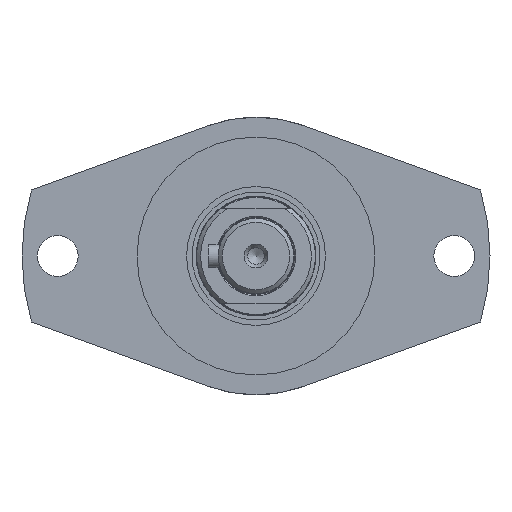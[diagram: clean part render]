
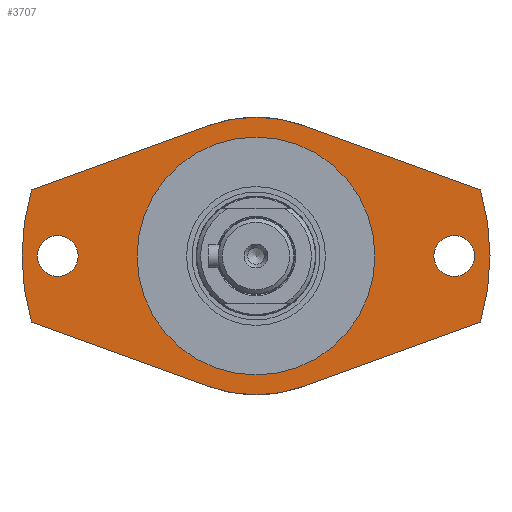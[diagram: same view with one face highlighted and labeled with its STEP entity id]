
A CAD part, left-side view. The second image highlights one B-rep face of the part: STEP entity #3707.
In plain terms, the highlighted planar face has unit normal (-1, 0, 0).
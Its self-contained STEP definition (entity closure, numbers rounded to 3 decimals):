
#117=FACE_BOUND('',#512,.T.);
#118=FACE_BOUND('',#513,.T.);
#119=FACE_BOUND('',#514,.T.);
#156=PLANE('',#4032);
#299=FACE_OUTER_BOUND('',#511,.T.);
#511=EDGE_LOOP('',(#2604,#2605,#2606,#2607,#2608,#2609,#2610,#2611));
#512=EDGE_LOOP('',(#2612));
#513=EDGE_LOOP('',(#2613));
#514=EDGE_LOOP('',(#2614,#2615));
#726=LINE('',#5722,#1016);
#727=LINE('',#5725,#1017);
#728=LINE('',#5727,#1018);
#729=LINE('',#5730,#1019);
#1016=VECTOR('',#4625,10.);
#1017=VECTOR('',#4628,10.);
#1018=VECTOR('',#4629,10.);
#1019=VECTOR('',#4632,10.);
#1349=CIRCLE('',#4022,59.);
#1350=CIRCLE('',#4024,30.);
#1351=CIRCLE('',#4025,30.);
#1355=CIRCLE('',#4031,59.);
#1356=CIRCLE('',#4033,35.);
#1357=CIRCLE('',#4034,35.);
#1358=CIRCLE('',#4035,5.15);
#1359=CIRCLE('',#4036,5.15);
#1557=VERTEX_POINT('',#5695);
#1558=VERTEX_POINT('',#5697);
#1559=VERTEX_POINT('',#5701);
#1560=VERTEX_POINT('',#5702);
#1563=VERTEX_POINT('',#5712);
#1566=VERTEX_POINT('',#5717);
#1567=VERTEX_POINT('',#5721);
#1568=VERTEX_POINT('',#5723);
#1569=VERTEX_POINT('',#5726);
#1570=VERTEX_POINT('',#5728);
#1571=VERTEX_POINT('',#5731);
#1572=VERTEX_POINT('',#5733);
#1955=EDGE_CURVE('',#1557,#1558,#1349,.T.);
#1957=EDGE_CURVE('',#1559,#1560,#1350,.T.);
#1958=EDGE_CURVE('',#1560,#1559,#1351,.T.);
#1965=EDGE_CURVE('',#1566,#1563,#1355,.T.);
#1966=EDGE_CURVE('',#1557,#1567,#726,.T.);
#1967=EDGE_CURVE('',#1567,#1568,#1356,.T.);
#1968=EDGE_CURVE('',#1568,#1563,#727,.T.);
#1969=EDGE_CURVE('',#1566,#1569,#728,.T.);
#1970=EDGE_CURVE('',#1569,#1570,#1357,.T.);
#1971=EDGE_CURVE('',#1570,#1558,#729,.T.);
#1972=EDGE_CURVE('',#1571,#1571,#1358,.T.);
#1973=EDGE_CURVE('',#1572,#1572,#1359,.T.);
#2604=ORIENTED_EDGE('',*,*,#1966,.T.);
#2605=ORIENTED_EDGE('',*,*,#1967,.T.);
#2606=ORIENTED_EDGE('',*,*,#1968,.T.);
#2607=ORIENTED_EDGE('',*,*,#1965,.F.);
#2608=ORIENTED_EDGE('',*,*,#1969,.T.);
#2609=ORIENTED_EDGE('',*,*,#1970,.T.);
#2610=ORIENTED_EDGE('',*,*,#1971,.T.);
#2611=ORIENTED_EDGE('',*,*,#1955,.F.);
#2612=ORIENTED_EDGE('',*,*,#1972,.T.);
#2613=ORIENTED_EDGE('',*,*,#1973,.T.);
#2614=ORIENTED_EDGE('',*,*,#1957,.T.);
#2615=ORIENTED_EDGE('',*,*,#1958,.T.);
#3707=ADVANCED_FACE('',(#299,#117,#118,#119),#156,.T.);
#4022=AXIS2_PLACEMENT_3D('',#5698,#4599,#4600);
#4024=AXIS2_PLACEMENT_3D('',#5703,#4604,#4605);
#4025=AXIS2_PLACEMENT_3D('',#5704,#4606,#4607);
#4031=AXIS2_PLACEMENT_3D('',#5719,#4621,#4622);
#4032=AXIS2_PLACEMENT_3D('',#5720,#4623,#4624);
#4033=AXIS2_PLACEMENT_3D('',#5724,#4626,#4627);
#4034=AXIS2_PLACEMENT_3D('',#5729,#4630,#4631);
#4035=AXIS2_PLACEMENT_3D('',#5732,#4633,#4634);
#4036=AXIS2_PLACEMENT_3D('',#5734,#4635,#4636);
#4599=DIRECTION('center_axis',(1.,0.,0.));
#4600=DIRECTION('ref_axis',(0.,-1.,0.));
#4604=DIRECTION('center_axis',(1.,0.,0.));
#4605=DIRECTION('ref_axis',(0.,-1.,0.));
#4606=DIRECTION('center_axis',(1.,0.,0.));
#4607=DIRECTION('ref_axis',(0.,-1.,0.));
#4621=DIRECTION('center_axis',(1.,0.,0.));
#4622=DIRECTION('ref_axis',(0.,-1.,0.));
#4623=DIRECTION('center_axis',(-1.,0.,0.));
#4624=DIRECTION('ref_axis',(0.,0.,-1.));
#4625=DIRECTION('',(0.,0.94,0.342));
#4626=DIRECTION('center_axis',(-1.,0.,0.));
#4627=DIRECTION('ref_axis',(0.,0.342,-0.94));
#4628=DIRECTION('',(0.,0.94,-0.342));
#4629=DIRECTION('',(0.,-0.94,-0.342));
#4630=DIRECTION('center_axis',(-1.,0.,0.));
#4631=DIRECTION('ref_axis',(0.,-0.342,0.94));
#4632=DIRECTION('',(0.,-0.94,0.342));
#4633=DIRECTION('center_axis',(1.,0.,0.));
#4634=DIRECTION('ref_axis',(0.,0.,1.));
#4635=DIRECTION('center_axis',(1.,0.,0.));
#4636=DIRECTION('ref_axis',(0.,0.,1.));
#5695=CARTESIAN_POINT('',(-155.,-56.604,16.644));
#5697=CARTESIAN_POINT('',(-155.,-56.604,-16.644));
#5698=CARTESIAN_POINT('Origin',(-155.,0.,0.));
#5701=CARTESIAN_POINT('',(-155.,-30.,0.));
#5702=CARTESIAN_POINT('',(-155.,30.,0.));
#5703=CARTESIAN_POINT('Origin',(-155.,0.,0.));
#5704=CARTESIAN_POINT('Origin',(-155.,0.,0.));
#5712=CARTESIAN_POINT('',(-155.,56.604,16.644));
#5717=CARTESIAN_POINT('',(-155.,56.604,-16.644));
#5719=CARTESIAN_POINT('Origin',(-155.,0.,0.));
#5720=CARTESIAN_POINT('Origin',(-155.,-44.5,0.));
#5721=CARTESIAN_POINT('',(-155.,-11.971,32.889));
#5722=CARTESIAN_POINT('',(-155.,-76.799,9.294));
#5723=CARTESIAN_POINT('',(-155.,11.971,32.889));
#5724=CARTESIAN_POINT('Origin',(-155.,0.,0.));
#5725=CARTESIAN_POINT('',(-155.,-7.677,40.04));
#5726=CARTESIAN_POINT('',(-155.,11.971,-32.889));
#5727=CARTESIAN_POINT('',(-155.,37.505,-23.596));
#5728=CARTESIAN_POINT('',(-155.,-11.971,-32.889));
#5729=CARTESIAN_POINT('Origin',(-155.,0.,0.));
#5730=CARTESIAN_POINT('',(-155.,-31.618,-25.738));
#5731=CARTESIAN_POINT('',(-155.,50.,-5.15));
#5732=CARTESIAN_POINT('Origin',(-155.,50.,0.));
#5733=CARTESIAN_POINT('',(-155.,-50.,-5.15));
#5734=CARTESIAN_POINT('Origin',(-155.,-50.,0.));
